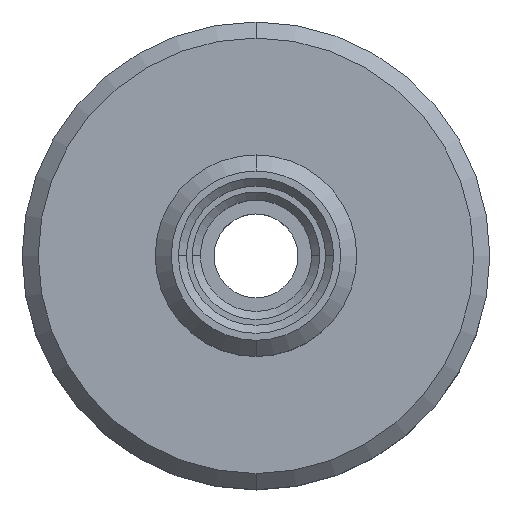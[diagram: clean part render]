
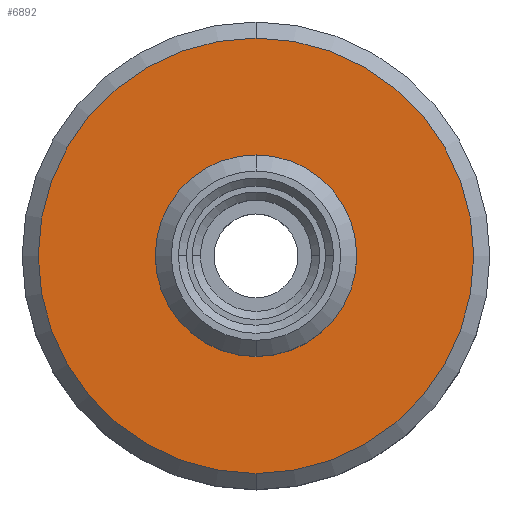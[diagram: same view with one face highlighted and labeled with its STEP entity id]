
A CAD part, top view. The second image highlights one B-rep face of the part: STEP entity #6892.
In plain terms, the highlighted planar face has unit normal (0, 0, 1).
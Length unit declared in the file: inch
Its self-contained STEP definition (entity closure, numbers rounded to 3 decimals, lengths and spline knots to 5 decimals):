
#139 = DIRECTION ( 'NONE',  ( 0., 0., 1. ) ) ;
#1440 = ORIENTED_EDGE ( 'NONE', *, *, #8380, .T. ) ;
#1869 = AXIS2_PLACEMENT_3D ( 'NONE', #4976, #11551, #5906 ) ;
#2830 = VERTEX_POINT ( 'NONE', #11617 ) ;
#2960 = AXIS2_PLACEMENT_3D ( 'NONE', #10045, #5374, #11944 ) ;
#3489 = PLANE ( 'NONE',  #2960 ) ;
#4342 = CARTESIAN_POINT ( 'NONE',  ( 0., 0., 0.125 ) ) ;
#4387 = CARTESIAN_POINT ( 'NONE',  ( 0., 0., 0.125 ) ) ;
#4976 = CARTESIAN_POINT ( 'NONE',  ( 0., 0., 0.125 ) ) ;
#5055 = ORIENTED_EDGE ( 'NONE', *, *, #8226, .F. ) ;
#5288 = DIRECTION ( 'NONE',  ( 0., -1., 0. ) ) ;
#5326 = DIRECTION ( 'NONE',  ( 0., -1., 0. ) ) ;
#5374 = DIRECTION ( 'NONE',  ( 0., 0., -1. ) ) ;
#5739 = CARTESIAN_POINT ( 'NONE',  ( 0., 0., 0.125 ) ) ;
#5822 = EDGE_CURVE ( 'NONE', #12104, #11058, #9369, .T. ) ;
#5838 = CIRCLE ( 'NONE', #1869, 0.125 ) ;
#5906 = DIRECTION ( 'NONE',  ( 0., -1., 0. ) ) ;
#5992 = EDGE_LOOP ( 'NONE', ( #8384, #5055 ) ) ;
#6153 = AXIS2_PLACEMENT_3D ( 'NONE', #4387, #10937, #5326 ) ;
#6691 = DIRECTION ( 'NONE',  ( 0., -1., 0. ) ) ;
#6700 = EDGE_LOOP ( 'NONE', ( #1440, #7173 ) ) ;
#6892 = ADVANCED_FACE ( 'NONE', ( #11243, #9085 ), #3489, .F. ) ;
#7173 = ORIENTED_EDGE ( 'NONE', *, *, #12152, .T. ) ;
#8084 = CARTESIAN_POINT ( 'NONE',  ( 0., -0.125, 0.125 ) ) ;
#8177 = AXIS2_PLACEMENT_3D ( 'NONE', #4342, #10892, #5288 ) ;
#8226 = EDGE_CURVE ( 'NONE', #11058, #12104, #5838, .T. ) ;
#8380 = EDGE_CURVE ( 'NONE', #2830, #9255, #12172, .T. ) ;
#8384 = ORIENTED_EDGE ( 'NONE', *, *, #5822, .F. ) ;
#8472 = AXIS2_PLACEMENT_3D ( 'NONE', #5739, #139, #6691 ) ;
#8999 = CARTESIAN_POINT ( 'NONE',  ( 0., -0.27, 0.125 ) ) ;
#9085 = FACE_OUTER_BOUND ( 'NONE', #6700, .T. ) ;
#9255 = VERTEX_POINT ( 'NONE', #8999 ) ;
#9369 = CIRCLE ( 'NONE', #8472, 0.125 ) ;
#9848 = CARTESIAN_POINT ( 'NONE',  ( 0., 0.125, 0.125 ) ) ;
#10045 = CARTESIAN_POINT ( 'NONE',  ( 0., 0.27, 0.125 ) ) ;
#10892 = DIRECTION ( 'NONE',  ( 0., 0., 1. ) ) ;
#10937 = DIRECTION ( 'NONE',  ( 0., 0., 1. ) ) ;
#11058 = VERTEX_POINT ( 'NONE', #9848 ) ;
#11243 = FACE_BOUND ( 'NONE', #5992, .T. ) ;
#11551 = DIRECTION ( 'NONE',  ( 0., 0., 1. ) ) ;
#11617 = CARTESIAN_POINT ( 'NONE',  ( 0., 0.27, 0.125 ) ) ;
#11752 = CIRCLE ( 'NONE', #6153, 0.27 ) ;
#11944 = DIRECTION ( 'NONE',  ( 0., 1., 0. ) ) ;
#12104 = VERTEX_POINT ( 'NONE', #8084 ) ;
#12152 = EDGE_CURVE ( 'NONE', #9255, #2830, #11752, .T. ) ;
#12172 = CIRCLE ( 'NONE', #8177, 0.27 ) ;
